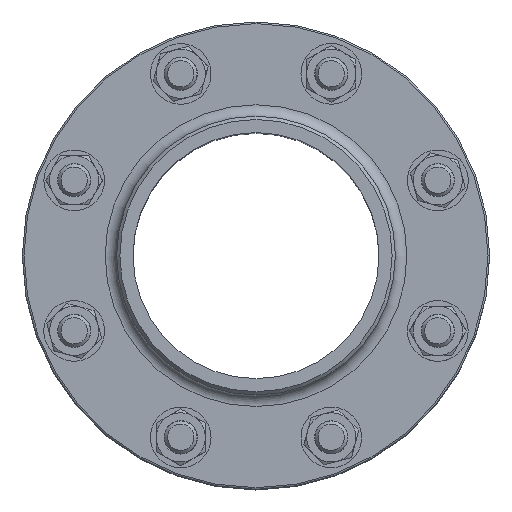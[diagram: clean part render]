
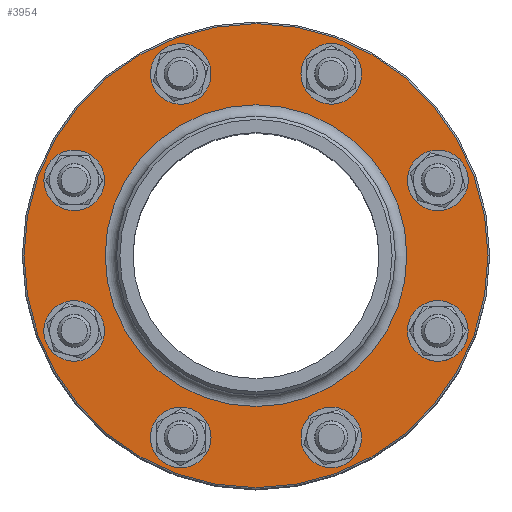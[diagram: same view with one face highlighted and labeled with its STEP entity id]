
A CAD part, top view. The second image highlights one B-rep face of the part: STEP entity #3954.
In plain terms, the highlighted face is planar.
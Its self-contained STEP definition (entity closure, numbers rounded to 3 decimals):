
#431=FACE_BOUND('',#1075,.T.);
#432=FACE_BOUND('',#1076,.T.);
#433=FACE_BOUND('',#1077,.T.);
#434=FACE_BOUND('',#1078,.T.);
#435=FACE_BOUND('',#1079,.T.);
#436=FACE_BOUND('',#1080,.T.);
#437=FACE_BOUND('',#1081,.T.);
#438=FACE_BOUND('',#1082,.T.);
#439=FACE_BOUND('',#1083,.T.);
#599=PLANE('',#4405);
#813=FACE_OUTER_BOUND('',#1074,.T.);
#1074=EDGE_LOOP('',(#3333));
#1075=EDGE_LOOP('',(#3334));
#1076=EDGE_LOOP('',(#3335));
#1077=EDGE_LOOP('',(#3336));
#1078=EDGE_LOOP('',(#3337));
#1079=EDGE_LOOP('',(#3338));
#1080=EDGE_LOOP('',(#3339));
#1081=EDGE_LOOP('',(#3340));
#1082=EDGE_LOOP('',(#3341));
#1083=EDGE_LOOP('',(#3342));
#1765=CIRCLE('',#4403,141.5);
#1767=CIRCLE('',#4406,92.);
#1768=CIRCLE('',#4407,10.5);
#1769=CIRCLE('',#4408,10.5);
#1770=CIRCLE('',#4409,10.5);
#1771=CIRCLE('',#4410,10.5);
#1772=CIRCLE('',#4411,10.5);
#1773=CIRCLE('',#4412,10.5);
#1774=CIRCLE('',#4413,10.5);
#1775=CIRCLE('',#4414,10.5);
#2079=VERTEX_POINT('',#6959);
#2080=VERTEX_POINT('',#6963);
#2081=VERTEX_POINT('',#6965);
#2082=VERTEX_POINT('',#6967);
#2083=VERTEX_POINT('',#6969);
#2084=VERTEX_POINT('',#6971);
#2085=VERTEX_POINT('',#6973);
#2086=VERTEX_POINT('',#6975);
#2087=VERTEX_POINT('',#6977);
#2088=VERTEX_POINT('',#6979);
#2515=EDGE_CURVE('',#2079,#2079,#1765,.T.);
#2517=EDGE_CURVE('',#2080,#2080,#1767,.T.);
#2518=EDGE_CURVE('',#2081,#2081,#1768,.T.);
#2519=EDGE_CURVE('',#2082,#2082,#1769,.T.);
#2520=EDGE_CURVE('',#2083,#2083,#1770,.T.);
#2521=EDGE_CURVE('',#2084,#2084,#1771,.T.);
#2522=EDGE_CURVE('',#2085,#2085,#1772,.T.);
#2523=EDGE_CURVE('',#2086,#2086,#1773,.T.);
#2524=EDGE_CURVE('',#2087,#2087,#1774,.T.);
#2525=EDGE_CURVE('',#2088,#2088,#1775,.T.);
#3333=ORIENTED_EDGE('',*,*,#2515,.F.);
#3334=ORIENTED_EDGE('',*,*,#2517,.F.);
#3335=ORIENTED_EDGE('',*,*,#2518,.T.);
#3336=ORIENTED_EDGE('',*,*,#2519,.T.);
#3337=ORIENTED_EDGE('',*,*,#2520,.T.);
#3338=ORIENTED_EDGE('',*,*,#2521,.T.);
#3339=ORIENTED_EDGE('',*,*,#2522,.T.);
#3340=ORIENTED_EDGE('',*,*,#2523,.T.);
#3341=ORIENTED_EDGE('',*,*,#2524,.T.);
#3342=ORIENTED_EDGE('',*,*,#2525,.T.);
#3954=ADVANCED_FACE('',(#813,#431,#432,#433,#434,#435,#436,#437,#438,#439),
#599,.F.);
#4403=AXIS2_PLACEMENT_3D('',#6960,#5335,#5336);
#4405=AXIS2_PLACEMENT_3D('',#6962,#5339,#5340);
#4406=AXIS2_PLACEMENT_3D('',#6964,#5341,#5342);
#4407=AXIS2_PLACEMENT_3D('',#6966,#5343,#5344);
#4408=AXIS2_PLACEMENT_3D('',#6968,#5345,#5346);
#4409=AXIS2_PLACEMENT_3D('',#6970,#5347,#5348);
#4410=AXIS2_PLACEMENT_3D('',#6972,#5349,#5350);
#4411=AXIS2_PLACEMENT_3D('',#6974,#5351,#5352);
#4412=AXIS2_PLACEMENT_3D('',#6976,#5353,#5354);
#4413=AXIS2_PLACEMENT_3D('',#6978,#5355,#5356);
#4414=AXIS2_PLACEMENT_3D('',#6980,#5357,#5358);
#5335=DIRECTION('center_axis',(0.,1.,0.));
#5336=DIRECTION('ref_axis',(1.,0.,0.));
#5339=DIRECTION('center_axis',(0.,1.,0.));
#5340=DIRECTION('ref_axis',(0.,0.,1.));
#5341=DIRECTION('center_axis',(0.,-1.,0.));
#5342=DIRECTION('ref_axis',(-1.,0.,0.));
#5343=DIRECTION('center_axis',(0.,1.,0.));
#5344=DIRECTION('ref_axis',(1.,0.,0.));
#5345=DIRECTION('center_axis',(0.,1.,0.));
#5346=DIRECTION('ref_axis',(1.,0.,0.));
#5347=DIRECTION('center_axis',(0.,1.,0.));
#5348=DIRECTION('ref_axis',(1.,0.,0.));
#5349=DIRECTION('center_axis',(0.,1.,0.));
#5350=DIRECTION('ref_axis',(1.,0.,0.));
#5351=DIRECTION('center_axis',(0.,1.,0.));
#5352=DIRECTION('ref_axis',(1.,0.,0.));
#5353=DIRECTION('center_axis',(0.,1.,0.));
#5354=DIRECTION('ref_axis',(1.,0.,0.));
#5355=DIRECTION('center_axis',(0.,1.,0.));
#5356=DIRECTION('ref_axis',(1.,0.,0.));
#5357=DIRECTION('center_axis',(0.,1.,0.));
#5358=DIRECTION('ref_axis',(1.,0.,0.));
#6959=CARTESIAN_POINT('',(0.,-120.,141.5));
#6960=CARTESIAN_POINT('Origin',(0.,-120.,0.));
#6962=CARTESIAN_POINT('Origin',(0.,-120.,0.));
#6963=CARTESIAN_POINT('',(0.,-120.,-92.));
#6964=CARTESIAN_POINT('Origin',(0.,-120.,0.));
#6965=CARTESIAN_POINT('',(-56.422,-120.,-110.866));
#6966=CARTESIAN_POINT('Origin',(-45.922,-120.,-110.866));
#6967=CARTESIAN_POINT('',(-121.366,-120.,-45.922));
#6968=CARTESIAN_POINT('Origin',(-110.866,-120.,-45.922));
#6969=CARTESIAN_POINT('',(-121.366,-120.,45.922));
#6970=CARTESIAN_POINT('Origin',(-110.866,-120.,45.922));
#6971=CARTESIAN_POINT('',(-56.422,-120.,110.866));
#6972=CARTESIAN_POINT('Origin',(-45.922,-120.,110.866));
#6973=CARTESIAN_POINT('',(35.422,-120.,110.866));
#6974=CARTESIAN_POINT('Origin',(45.922,-120.,110.866));
#6975=CARTESIAN_POINT('',(100.366,-120.,45.922));
#6976=CARTESIAN_POINT('Origin',(110.866,-120.,45.922));
#6977=CARTESIAN_POINT('',(100.366,-120.,-45.922));
#6978=CARTESIAN_POINT('Origin',(110.866,-120.,-45.922));
#6979=CARTESIAN_POINT('',(35.422,-120.,-110.866));
#6980=CARTESIAN_POINT('Origin',(45.922,-120.,-110.866));
